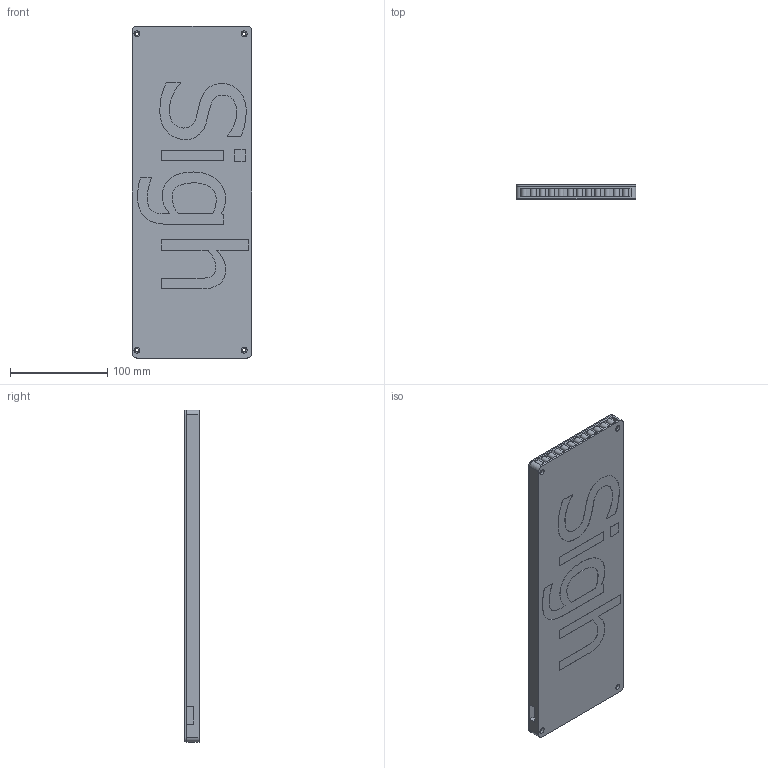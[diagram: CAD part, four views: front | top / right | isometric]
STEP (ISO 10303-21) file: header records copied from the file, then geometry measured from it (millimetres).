
FILE_DESCRIPTION(/* description */ (''),/* implementation_level */ '2;1');
FILE_NAME(/* name */ 'Assembly1.stp',/* time_stamp */ '2025-07-05T14:51:08-05:00',/* author */ ('SaiAn'),/* organization */ (''),/* preprocessor_version */ 'ST-DEVELOPER v20.1',/* originating_system */ 'Autodesk Inventor 2026',/* authorisation */ '');
FILE_SCHEMA (('AUTOMOTIVE_DESIGN { 1 0 10303 214 3 1 1 }'));
Products named in the file (6): Assembly1; Top_Plate_Mkey; Bottom_Plate_MKey; FullSplit_Keyboard_PCB; D_SOD-523; FullSplit_Keyboard_PCB_PCB
Assembly tree (67 placements, depth 3):
  Assembly1
    Top_Plate_Mkey
    Bottom_Plate_MKey
    FullSplit_Keyboard_PCB
      D_SOD-523  x63
      FullSplit_Keyboard_PCB_PCB
Bounding box: 123.47 x 14.5 x 341.78 mm (x, y, z)
Volume: 307094.8 mm3; surface area: 238694 mm2
Topology: 66 solids, 66 shells, 3120 faces, 7925 edges, 4988 vertices
Faces by surface type: plane 2312, cylinder 747, bspline 61
Full cylindrical faces by diameter (mm): 1 x45, 1.5 x126, 1.7 x126, 1.85 x2, 2.2 x2, 3.05 x8, 3.4 x4, 4 x71, 6 x8
Entity records: 51493 total; most frequent: CARTESIAN_POINT 9386, DIRECTION 8597, ORIENTED_EDGE 8410, EDGE_CURVE 4205, AXIS2_PLACEMENT_3D 3083, VERTEX_POINT 2756, LINE 2431, VECTOR 2431
